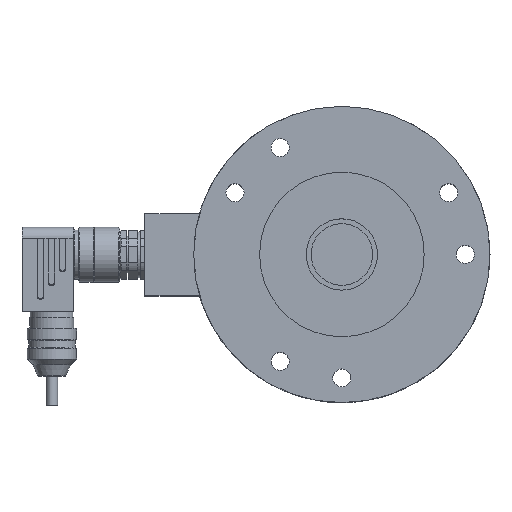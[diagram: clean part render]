
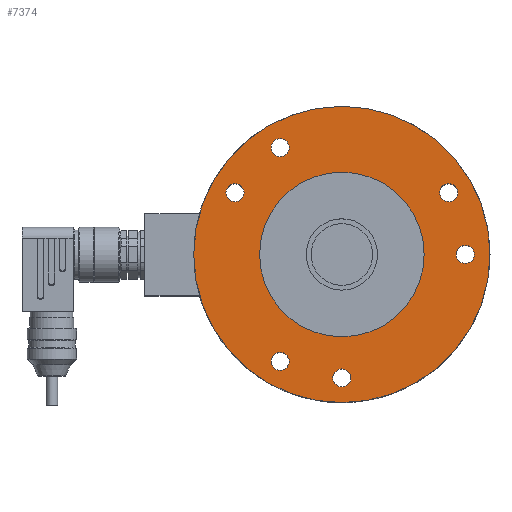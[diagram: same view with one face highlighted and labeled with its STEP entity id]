
A CAD part, top view. The second image highlights one B-rep face of the part: STEP entity #7374.
In plain terms, the highlighted planar face has unit normal (0, 0, 1).
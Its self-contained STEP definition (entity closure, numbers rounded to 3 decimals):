
#1 = DIRECTION ( 'NONE',  ( 0., -1., 0. ) ) ;
#158 = CARTESIAN_POINT ( 'NONE',  ( 38.971, 19.2, 4.25 ) ) ;
#217 = ORIENTED_EDGE ( 'NONE', *, *, #5001, .T. ) ;
#247 = ORIENTED_EDGE ( 'NONE', *, *, #2049, .T. ) ;
#289 = EDGE_LOOP ( 'NONE', ( #682 ) ) ;
#617 = CARTESIAN_POINT ( 'NONE',  ( -22.5, 38.971, 4.25 ) ) ;
#642 = FACE_OUTER_BOUND ( 'NONE', #6370, .T. ) ;
#682 = ORIENTED_EDGE ( 'NONE', *, *, #1293, .T. ) ;
#818 = EDGE_CURVE ( 'NONE', #7080, #7080, #7017, .T. ) ;
#860 = CARTESIAN_POINT ( 'NONE',  ( 38.971, 22.5, 4.25 ) ) ;
#875 = DIRECTION ( 'NONE',  ( 0., -1., 0. ) ) ;
#1058 = VERTEX_POINT ( 'NONE', #1638 ) ;
#1171 = DIRECTION ( 'NONE',  ( 0., 0., 1. ) ) ;
#1196 = CARTESIAN_POINT ( 'NONE',  ( -38.971, 22.5, 4.25 ) ) ;
#1225 = FACE_BOUND ( 'NONE', #4103, .T. ) ;
#1293 = EDGE_CURVE ( 'NONE', #5234, #5234, #4434, .T. ) ;
#1363 = CIRCLE ( 'NONE', #6819, 3.3 ) ;
#1446 = ORIENTED_EDGE ( 'NONE', *, *, #8164, .F. ) ;
#1481 = VERTEX_POINT ( 'NONE', #5296 ) ;
#1519 = DIRECTION ( 'NONE',  ( 0., -1., 0. ) ) ;
#1553 = CIRCLE ( 'NONE', #6606, 3.3 ) ;
#1561 = DIRECTION ( 'NONE',  ( 0., 0., -1. ) ) ;
#1616 = CARTESIAN_POINT ( 'NONE',  ( -22.5, -38.971, 4.25 ) ) ;
#1638 = CARTESIAN_POINT ( 'NONE',  ( -22.5, 35.671, 4.25 ) ) ;
#1815 = FACE_BOUND ( 'NONE', #3094, .T. ) ;
#1877 = EDGE_LOOP ( 'NONE', ( #2739 ) ) ;
#1931 = DIRECTION ( 'NONE',  ( 0., -1., 0. ) ) ;
#2019 = VERTEX_POINT ( 'NONE', #5615 ) ;
#2047 = AXIS2_PLACEMENT_3D ( 'NONE', #6731, #3635, #8113 ) ;
#2048 = DIRECTION ( 'NONE',  ( 0., 0., 1. ) ) ;
#2049 = EDGE_CURVE ( 'NONE', #4310, #4310, #1553, .T. ) ;
#2075 = CARTESIAN_POINT ( 'NONE',  ( 45., -3.3, 4.25 ) ) ;
#2145 = EDGE_LOOP ( 'NONE', ( #3612 ) ) ;
#2150 = AXIS2_PLACEMENT_3D ( 'NONE', #6916, #1171, #8172 ) ;
#2439 = EDGE_LOOP ( 'NONE', ( #1446 ) ) ;
#2505 = FACE_BOUND ( 'NONE', #2439, .T. ) ;
#2596 = FACE_BOUND ( 'NONE', #1877, .T. ) ;
#2645 = CARTESIAN_POINT ( 'NONE',  ( 0., -45., 4.25 ) ) ;
#2691 = CARTESIAN_POINT ( 'NONE',  ( 0., 54., 4.25 ) ) ;
#2739 = ORIENTED_EDGE ( 'NONE', *, *, #3739, .T. ) ;
#3063 = DIRECTION ( 'NONE',  ( 0., -1., 0. ) ) ;
#3094 = EDGE_LOOP ( 'NONE', ( #247 ) ) ;
#3101 = CARTESIAN_POINT ( 'NONE',  ( -22.5, -42.271, 4.25 ) ) ;
#3306 = VERTEX_POINT ( 'NONE', #158 ) ;
#3310 = DIRECTION ( 'NONE',  ( 0., 0., -1. ) ) ;
#3612 = ORIENTED_EDGE ( 'NONE', *, *, #5863, .T. ) ;
#3635 = DIRECTION ( 'NONE',  ( 0., 0., -1. ) ) ;
#3721 = DIRECTION ( 'NONE',  ( 0., 0., -1. ) ) ;
#3739 = EDGE_CURVE ( 'NONE', #1481, #1481, #4913, .T. ) ;
#3799 = FACE_BOUND ( 'NONE', #289, .T. ) ;
#3996 = EDGE_CURVE ( 'NONE', #3306, #3306, #1363, .T. ) ;
#4103 = EDGE_LOOP ( 'NONE', ( #5611 ) ) ;
#4114 = ORIENTED_EDGE ( 'NONE', *, *, #818, .T. ) ;
#4310 = VERTEX_POINT ( 'NONE', #3101 ) ;
#4420 = CARTESIAN_POINT ( 'NONE',  ( -30., 0., 4.25 ) ) ;
#4434 = CIRCLE ( 'NONE', #2047, 3.3 ) ;
#4579 = AXIS2_PLACEMENT_3D ( 'NONE', #4420, #5756, #1931 ) ;
#4913 = CIRCLE ( 'NONE', #5585, 3.3 ) ;
#4976 = DIRECTION ( 'NONE',  ( 0., 0., -1. ) ) ;
#5001 = EDGE_CURVE ( 'NONE', #7359, #7359, #5099, .T. ) ;
#5019 = DIRECTION ( 'NONE',  ( 0., -1., 0. ) ) ;
#5037 = AXIS2_PLACEMENT_3D ( 'NONE', #617, #4976, #3063 ) ;
#5099 = CIRCLE ( 'NONE', #5499, 3.3 ) ;
#5234 = VERTEX_POINT ( 'NONE', #2075 ) ;
#5296 = CARTESIAN_POINT ( 'NONE',  ( -38.971, 19.2, 4.25 ) ) ;
#5499 = AXIS2_PLACEMENT_3D ( 'NONE', #2645, #3310, #1 ) ;
#5585 = AXIS2_PLACEMENT_3D ( 'NONE', #1196, #3721, #5019 ) ;
#5611 = ORIENTED_EDGE ( 'NONE', *, *, #3996, .T. ) ;
#5615 = CARTESIAN_POINT ( 'NONE',  ( 0., 30., 4.25 ) ) ;
#5756 = DIRECTION ( 'NONE',  ( 0., 0., -1. ) ) ;
#5863 = EDGE_CURVE ( 'NONE', #1058, #1058, #7851, .T. ) ;
#6072 = DIRECTION ( 'NONE',  ( 0., 0., -1. ) ) ;
#6344 = AXIS2_PLACEMENT_3D ( 'NONE', #7732, #2048, #7141 ) ;
#6370 = EDGE_LOOP ( 'NONE', ( #4114 ) ) ;
#6488 = EDGE_LOOP ( 'NONE', ( #217 ) ) ;
#6606 = AXIS2_PLACEMENT_3D ( 'NONE', #1616, #6072, #875 ) ;
#6731 = CARTESIAN_POINT ( 'NONE',  ( 45., 0., 4.25 ) ) ;
#6819 = AXIS2_PLACEMENT_3D ( 'NONE', #860, #1561, #1519 ) ;
#6854 = PLANE ( 'NONE',  #4579 ) ;
#6916 = CARTESIAN_POINT ( 'NONE',  ( 0., 0., 4.25 ) ) ;
#7017 = CIRCLE ( 'NONE', #6344, 54. ) ;
#7080 = VERTEX_POINT ( 'NONE', #2691 ) ;
#7141 = DIRECTION ( 'NONE',  ( 0., 1., 0. ) ) ;
#7359 = VERTEX_POINT ( 'NONE', #7948 ) ;
#7361 = CIRCLE ( 'NONE', #2150, 30. ) ;
#7374 = ADVANCED_FACE ( 'NONE', ( #2596, #7486, #8238, #1815, #3799, #1225, #2505, #642 ), #6854, .F. ) ;
#7486 = FACE_BOUND ( 'NONE', #2145, .T. ) ;
#7732 = CARTESIAN_POINT ( 'NONE',  ( 0., 0., 4.25 ) ) ;
#7851 = CIRCLE ( 'NONE', #5037, 3.3 ) ;
#7948 = CARTESIAN_POINT ( 'NONE',  ( 0., -48.3, 4.25 ) ) ;
#8113 = DIRECTION ( 'NONE',  ( 0., -1., 0. ) ) ;
#8164 = EDGE_CURVE ( 'NONE', #2019, #2019, #7361, .T. ) ;
#8172 = DIRECTION ( 'NONE',  ( 0., 1., 0. ) ) ;
#8238 = FACE_BOUND ( 'NONE', #6488, .T. ) ;
